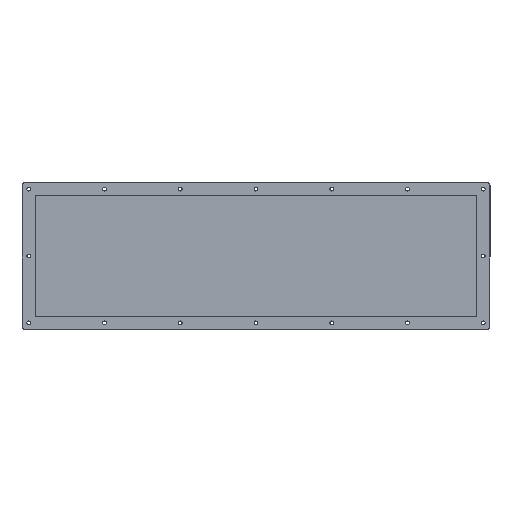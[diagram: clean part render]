
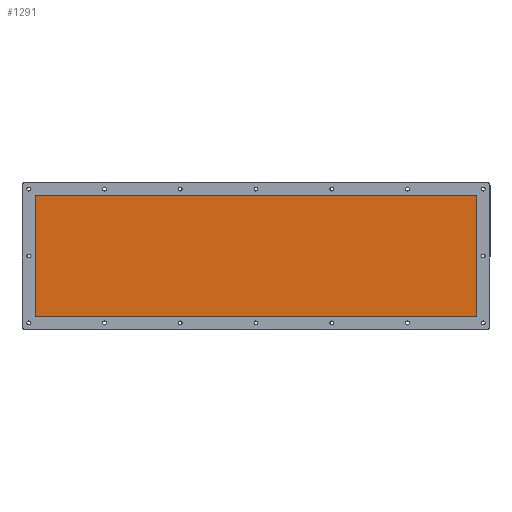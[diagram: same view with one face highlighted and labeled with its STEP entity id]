
A CAD part, top view. The second image highlights one B-rep face of the part: STEP entity #1291.
In plain terms, the highlighted planar face has unit normal (0, 0, 1).
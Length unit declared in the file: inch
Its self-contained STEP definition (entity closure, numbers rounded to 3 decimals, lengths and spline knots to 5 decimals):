
#25=FACE_BOUND('',#188,.T.);
#26=FACE_BOUND('',#189,.T.);
#27=FACE_BOUND('',#190,.T.);
#28=FACE_BOUND('',#191,.T.);
#29=FACE_BOUND('',#192,.T.);
#30=FACE_BOUND('',#193,.T.);
#31=FACE_BOUND('',#194,.T.);
#32=FACE_BOUND('',#195,.T.);
#33=FACE_BOUND('',#196,.T.);
#34=FACE_BOUND('',#197,.T.);
#35=FACE_BOUND('',#198,.T.);
#36=FACE_BOUND('',#199,.T.);
#37=FACE_BOUND('',#200,.T.);
#38=FACE_BOUND('',#201,.T.);
#39=FACE_BOUND('',#202,.T.);
#40=FACE_BOUND('',#203,.T.);
#95=PLANE('',#1459);
#131=FACE_OUTER_BOUND('',#187,.T.);
#187=EDGE_LOOP('',(#921,#922,#923,#924,#925,#926,#927,#928));
#188=EDGE_LOOP('',(#929));
#189=EDGE_LOOP('',(#930));
#190=EDGE_LOOP('',(#931));
#191=EDGE_LOOP('',(#932));
#192=EDGE_LOOP('',(#933));
#193=EDGE_LOOP('',(#934));
#194=EDGE_LOOP('',(#935));
#195=EDGE_LOOP('',(#936));
#196=EDGE_LOOP('',(#937));
#197=EDGE_LOOP('',(#938));
#198=EDGE_LOOP('',(#939));
#199=EDGE_LOOP('',(#940));
#200=EDGE_LOOP('',(#941));
#201=EDGE_LOOP('',(#942));
#202=EDGE_LOOP('',(#943));
#203=EDGE_LOOP('',(#944));
#303=LINE('',#2049,#379);
#307=LINE('',#2061,#383);
#311=LINE('',#2073,#387);
#315=LINE('',#2084,#391);
#379=VECTOR('',#1676,0.3937);
#383=VECTOR('',#1688,0.3937);
#387=VECTOR('',#1700,0.3937);
#391=VECTOR('',#1712,0.3937);
#437=CIRCLE('',#1396,0.1405);
#439=CIRCLE('',#1399,0.1405);
#441=CIRCLE('',#1402,0.1405);
#443=CIRCLE('',#1405,0.1405);
#445=CIRCLE('',#1408,0.1405);
#447=CIRCLE('',#1411,0.1405);
#449=CIRCLE('',#1414,0.1405);
#451=CIRCLE('',#1417,0.1405);
#453=CIRCLE('',#1420,0.1405);
#455=CIRCLE('',#1423,0.1405);
#457=CIRCLE('',#1426,0.1405);
#459=CIRCLE('',#1429,0.1405);
#461=CIRCLE('',#1432,0.1405);
#463=CIRCLE('',#1435,0.1405);
#465=CIRCLE('',#1438,0.1405);
#467=CIRCLE('',#1441,0.1405);
#469=CIRCLE('',#1444,0.25);
#471=CIRCLE('',#1448,0.25);
#473=CIRCLE('',#1452,0.25);
#475=CIRCLE('',#1456,0.25);
#533=VERTEX_POINT('',#1943);
#535=VERTEX_POINT('',#1949);
#537=VERTEX_POINT('',#1955);
#539=VERTEX_POINT('',#1961);
#541=VERTEX_POINT('',#1967);
#543=VERTEX_POINT('',#1973);
#545=VERTEX_POINT('',#1979);
#547=VERTEX_POINT('',#1985);
#549=VERTEX_POINT('',#1991);
#551=VERTEX_POINT('',#1997);
#553=VERTEX_POINT('',#2003);
#555=VERTEX_POINT('',#2009);
#557=VERTEX_POINT('',#2015);
#559=VERTEX_POINT('',#2021);
#561=VERTEX_POINT('',#2027);
#563=VERTEX_POINT('',#2033);
#565=VERTEX_POINT('',#2039);
#566=VERTEX_POINT('',#2040);
#569=VERTEX_POINT('',#2048);
#571=VERTEX_POINT('',#2054);
#573=VERTEX_POINT('',#2060);
#575=VERTEX_POINT('',#2066);
#577=VERTEX_POINT('',#2072);
#579=VERTEX_POINT('',#2078);
#653=EDGE_CURVE('',#533,#533,#437,.T.);
#656=EDGE_CURVE('',#535,#535,#439,.T.);
#659=EDGE_CURVE('',#537,#537,#441,.T.);
#662=EDGE_CURVE('',#539,#539,#443,.T.);
#665=EDGE_CURVE('',#541,#541,#445,.T.);
#668=EDGE_CURVE('',#543,#543,#447,.T.);
#671=EDGE_CURVE('',#545,#545,#449,.T.);
#674=EDGE_CURVE('',#547,#547,#451,.T.);
#677=EDGE_CURVE('',#549,#549,#453,.T.);
#680=EDGE_CURVE('',#551,#551,#455,.T.);
#683=EDGE_CURVE('',#553,#553,#457,.T.);
#686=EDGE_CURVE('',#555,#555,#459,.T.);
#689=EDGE_CURVE('',#557,#557,#461,.T.);
#692=EDGE_CURVE('',#559,#559,#463,.T.);
#695=EDGE_CURVE('',#561,#561,#465,.T.);
#698=EDGE_CURVE('',#563,#563,#467,.T.);
#701=EDGE_CURVE('',#565,#566,#469,.T.);
#705=EDGE_CURVE('',#566,#569,#303,.T.);
#708=EDGE_CURVE('',#569,#571,#471,.T.);
#711=EDGE_CURVE('',#571,#573,#307,.T.);
#714=EDGE_CURVE('',#573,#575,#473,.T.);
#717=EDGE_CURVE('',#575,#577,#311,.T.);
#720=EDGE_CURVE('',#577,#579,#475,.T.);
#723=EDGE_CURVE('',#579,#565,#315,.T.);
#921=ORIENTED_EDGE('',*,*,#701,.F.);
#922=ORIENTED_EDGE('',*,*,#723,.F.);
#923=ORIENTED_EDGE('',*,*,#720,.F.);
#924=ORIENTED_EDGE('',*,*,#717,.F.);
#925=ORIENTED_EDGE('',*,*,#714,.F.);
#926=ORIENTED_EDGE('',*,*,#711,.F.);
#927=ORIENTED_EDGE('',*,*,#708,.F.);
#928=ORIENTED_EDGE('',*,*,#705,.F.);
#929=ORIENTED_EDGE('',*,*,#653,.T.);
#930=ORIENTED_EDGE('',*,*,#656,.T.);
#931=ORIENTED_EDGE('',*,*,#659,.T.);
#932=ORIENTED_EDGE('',*,*,#662,.T.);
#933=ORIENTED_EDGE('',*,*,#665,.T.);
#934=ORIENTED_EDGE('',*,*,#668,.T.);
#935=ORIENTED_EDGE('',*,*,#671,.T.);
#936=ORIENTED_EDGE('',*,*,#674,.T.);
#937=ORIENTED_EDGE('',*,*,#677,.T.);
#938=ORIENTED_EDGE('',*,*,#680,.T.);
#939=ORIENTED_EDGE('',*,*,#683,.T.);
#940=ORIENTED_EDGE('',*,*,#686,.T.);
#941=ORIENTED_EDGE('',*,*,#689,.T.);
#942=ORIENTED_EDGE('',*,*,#692,.T.);
#943=ORIENTED_EDGE('',*,*,#695,.T.);
#944=ORIENTED_EDGE('',*,*,#698,.T.);
#1291=ADVANCED_FACE('',(#131,#25,#26,#27,#28,#29,#30,#31,#32,#33,#34,#35,
#36,#37,#38,#39,#40),#95,.T.);
#1396=AXIS2_PLACEMENT_3D('',#1944,#1556,#1557);
#1399=AXIS2_PLACEMENT_3D('',#1950,#1563,#1564);
#1402=AXIS2_PLACEMENT_3D('',#1956,#1570,#1571);
#1405=AXIS2_PLACEMENT_3D('',#1962,#1577,#1578);
#1408=AXIS2_PLACEMENT_3D('',#1968,#1584,#1585);
#1411=AXIS2_PLACEMENT_3D('',#1974,#1591,#1592);
#1414=AXIS2_PLACEMENT_3D('',#1980,#1598,#1599);
#1417=AXIS2_PLACEMENT_3D('',#1986,#1605,#1606);
#1420=AXIS2_PLACEMENT_3D('',#1992,#1612,#1613);
#1423=AXIS2_PLACEMENT_3D('',#1998,#1619,#1620);
#1426=AXIS2_PLACEMENT_3D('',#2004,#1626,#1627);
#1429=AXIS2_PLACEMENT_3D('',#2010,#1633,#1634);
#1432=AXIS2_PLACEMENT_3D('',#2016,#1640,#1641);
#1435=AXIS2_PLACEMENT_3D('',#2022,#1647,#1648);
#1438=AXIS2_PLACEMENT_3D('',#2028,#1654,#1655);
#1441=AXIS2_PLACEMENT_3D('',#2034,#1661,#1662);
#1444=AXIS2_PLACEMENT_3D('',#2041,#1668,#1669);
#1448=AXIS2_PLACEMENT_3D('',#2055,#1681,#1682);
#1452=AXIS2_PLACEMENT_3D('',#2067,#1693,#1694);
#1456=AXIS2_PLACEMENT_3D('',#2079,#1705,#1706);
#1459=AXIS2_PLACEMENT_3D('',#2086,#1714,#1715);
#1556=DIRECTION('center_axis',(0.,0.,-1.));
#1557=DIRECTION('ref_axis',(-1.,0.,0.));
#1563=DIRECTION('center_axis',(0.,0.,-1.));
#1564=DIRECTION('ref_axis',(-1.,0.,0.));
#1570=DIRECTION('center_axis',(0.,0.,-1.));
#1571=DIRECTION('ref_axis',(-1.,0.,0.));
#1577=DIRECTION('center_axis',(0.,0.,-1.));
#1578=DIRECTION('ref_axis',(-1.,0.,0.));
#1584=DIRECTION('center_axis',(0.,0.,-1.));
#1585=DIRECTION('ref_axis',(-1.,0.,0.));
#1591=DIRECTION('center_axis',(0.,0.,-1.));
#1592=DIRECTION('ref_axis',(-1.,0.,0.));
#1598=DIRECTION('center_axis',(0.,0.,-1.));
#1599=DIRECTION('ref_axis',(-1.,0.,0.));
#1605=DIRECTION('center_axis',(0.,0.,-1.));
#1606=DIRECTION('ref_axis',(-1.,0.,0.));
#1612=DIRECTION('center_axis',(0.,0.,-1.));
#1613=DIRECTION('ref_axis',(-1.,0.,0.));
#1619=DIRECTION('center_axis',(0.,0.,-1.));
#1620=DIRECTION('ref_axis',(-1.,0.,0.));
#1626=DIRECTION('center_axis',(0.,0.,-1.));
#1627=DIRECTION('ref_axis',(-1.,0.,0.));
#1633=DIRECTION('center_axis',(0.,0.,-1.));
#1634=DIRECTION('ref_axis',(-1.,0.,0.));
#1640=DIRECTION('center_axis',(0.,0.,-1.));
#1641=DIRECTION('ref_axis',(-1.,0.,0.));
#1647=DIRECTION('center_axis',(0.,0.,-1.));
#1648=DIRECTION('ref_axis',(-1.,0.,0.));
#1654=DIRECTION('center_axis',(0.,0.,-1.));
#1655=DIRECTION('ref_axis',(-1.,0.,0.));
#1661=DIRECTION('center_axis',(0.,0.,-1.));
#1662=DIRECTION('ref_axis',(-1.,0.,0.));
#1668=DIRECTION('center_axis',(0.,0.,-1.));
#1669=DIRECTION('ref_axis',(-1.,0.,0.));
#1676=DIRECTION('',(0.,-1.,0.));
#1681=DIRECTION('center_axis',(0.,0.,-1.));
#1682=DIRECTION('ref_axis',(0.,1.,0.));
#1688=DIRECTION('',(-1.,0.,0.));
#1693=DIRECTION('center_axis',(0.,0.,-1.));
#1694=DIRECTION('ref_axis',(1.,0.,0.));
#1700=DIRECTION('',(0.,1.,0.));
#1705=DIRECTION('center_axis',(0.,0.,-1.));
#1706=DIRECTION('ref_axis',(0.,-1.,0.));
#1712=DIRECTION('',(1.,0.,0.));
#1714=DIRECTION('center_axis',(0.,0.,1.));
#1715=DIRECTION('ref_axis',(1.,0.,0.));
#1943=CARTESIAN_POINT('',(0.6405,5.5,0.074));
#1944=CARTESIAN_POINT('Origin',(0.5,5.5,0.074));
#1949=CARTESIAN_POINT('',(34.6405,5.5,0.074));
#1950=CARTESIAN_POINT('Origin',(34.5,5.5,0.074));
#1955=CARTESIAN_POINT('',(28.97383,0.5,0.074));
#1956=CARTESIAN_POINT('Origin',(28.83333,0.5,0.074));
#1961=CARTESIAN_POINT('',(28.97383,10.5,0.074));
#1962=CARTESIAN_POINT('Origin',(28.83333,10.5,0.074));
#1967=CARTESIAN_POINT('',(23.30717,0.5,0.074));
#1968=CARTESIAN_POINT('Origin',(23.16667,0.5,0.074));
#1973=CARTESIAN_POINT('',(23.30717,10.5,0.074));
#1974=CARTESIAN_POINT('Origin',(23.16667,10.5,0.074));
#1979=CARTESIAN_POINT('',(17.6405,0.5,0.074));
#1980=CARTESIAN_POINT('Origin',(17.5,0.5,0.074));
#1985=CARTESIAN_POINT('',(17.6405,10.5,0.074));
#1986=CARTESIAN_POINT('Origin',(17.5,10.5,0.074));
#1991=CARTESIAN_POINT('',(11.97383,0.5,0.074));
#1992=CARTESIAN_POINT('Origin',(11.83333,0.5,0.074));
#1997=CARTESIAN_POINT('',(11.97383,10.5,0.074));
#1998=CARTESIAN_POINT('Origin',(11.83333,10.5,0.074));
#2003=CARTESIAN_POINT('',(6.30717,0.5,0.074));
#2004=CARTESIAN_POINT('Origin',(6.16667,0.5,0.074));
#2009=CARTESIAN_POINT('',(6.30717,10.5,0.074));
#2010=CARTESIAN_POINT('Origin',(6.16667,10.5,0.074));
#2015=CARTESIAN_POINT('',(34.6405,10.5,0.074));
#2016=CARTESIAN_POINT('Origin',(34.5,10.5,0.074));
#2021=CARTESIAN_POINT('',(34.6405,0.5,0.074));
#2022=CARTESIAN_POINT('Origin',(34.5,0.5,0.074));
#2027=CARTESIAN_POINT('',(0.6405,0.5,0.074));
#2028=CARTESIAN_POINT('Origin',(0.5,0.5,0.074));
#2033=CARTESIAN_POINT('',(0.6405,10.5,0.074));
#2034=CARTESIAN_POINT('Origin',(0.5,10.5,0.074));
#2039=CARTESIAN_POINT('',(34.75,11.,0.074));
#2040=CARTESIAN_POINT('',(35.,10.75,0.074));
#2041=CARTESIAN_POINT('Origin',(34.75,10.75,0.074));
#2048=CARTESIAN_POINT('',(35.,0.25,0.074));
#2049=CARTESIAN_POINT('',(35.,10.75,0.074));
#2054=CARTESIAN_POINT('',(34.75,0.,0.074));
#2055=CARTESIAN_POINT('Origin',(34.75,0.25,0.074));
#2060=CARTESIAN_POINT('',(0.25,0.,0.074));
#2061=CARTESIAN_POINT('',(34.75,0.,0.074));
#2066=CARTESIAN_POINT('',(0.,0.25,0.074));
#2067=CARTESIAN_POINT('Origin',(0.25,0.25,0.074));
#2072=CARTESIAN_POINT('',(0.,10.75,0.074));
#2073=CARTESIAN_POINT('',(0.,0.25,0.074));
#2078=CARTESIAN_POINT('',(0.25,11.,0.074));
#2079=CARTESIAN_POINT('Origin',(0.25,10.75,0.074));
#2084=CARTESIAN_POINT('',(0.25,11.,0.074));
#2086=CARTESIAN_POINT('Origin',(17.5,5.5,0.074));
